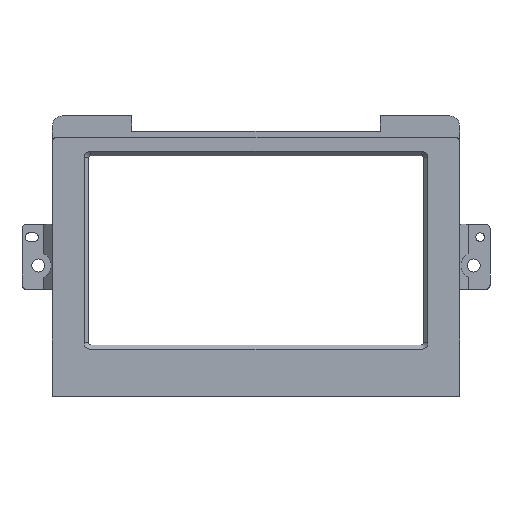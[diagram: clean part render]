
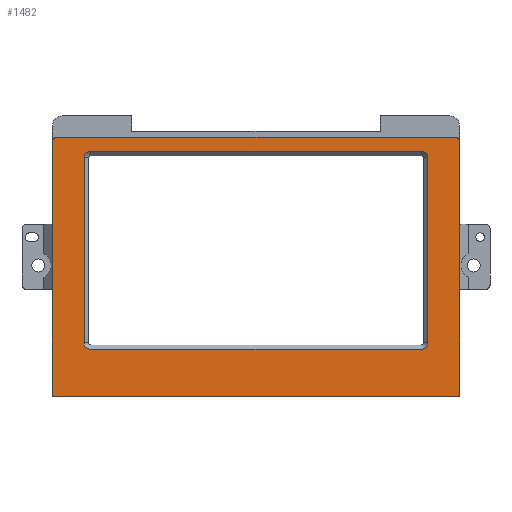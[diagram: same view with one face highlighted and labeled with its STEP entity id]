
A CAD part, front view. The second image highlights one B-rep face of the part: STEP entity #1482.
In plain terms, the highlighted planar face has unit normal (0, -1, 0).
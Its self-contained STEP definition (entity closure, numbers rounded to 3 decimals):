
#50=FACE_BOUND('',#217,.T.);
#74=CIRCLE('',#1588,2.);
#76=CIRCLE('',#1592,2.);
#77=CIRCLE('',#1593,3.);
#78=CIRCLE('',#1594,3.);
#79=CIRCLE('',#1595,3.);
#80=CIRCLE('',#1596,3.);
#129=FACE_OUTER_BOUND('',#216,.T.);
#216=EDGE_LOOP('',(#1030,#1031,#1032,#1033,#1034,#1035));
#217=EDGE_LOOP('',(#1036,#1037,#1038,#1039,#1040,#1041,#1042,#1043));
#326=LINE('',#2221,#485);
#334=LINE('',#2237,#493);
#335=LINE('',#2241,#494);
#336=LINE('',#2242,#495);
#337=LINE('',#2245,#496);
#338=LINE('',#2249,#497);
#339=LINE('',#2253,#498);
#340=LINE('',#2257,#499);
#485=VECTOR('',#1769,10.);
#493=VECTOR('',#1779,10.);
#494=VECTOR('',#1782,10.);
#495=VECTOR('',#1783,10.);
#496=VECTOR('',#1784,10.);
#497=VECTOR('',#1787,10.);
#498=VECTOR('',#1790,10.);
#499=VECTOR('',#1793,10.);
#645=VERTEX_POINT('',#2209);
#646=VERTEX_POINT('',#2210);
#650=VERTEX_POINT('',#2220);
#657=VERTEX_POINT('',#2236);
#658=VERTEX_POINT('',#2238);
#659=VERTEX_POINT('',#2240);
#660=VERTEX_POINT('',#2243);
#661=VERTEX_POINT('',#2244);
#662=VERTEX_POINT('',#2246);
#663=VERTEX_POINT('',#2248);
#664=VERTEX_POINT('',#2250);
#665=VERTEX_POINT('',#2252);
#666=VERTEX_POINT('',#2254);
#667=VERTEX_POINT('',#2256);
#791=EDGE_CURVE('',#645,#646,#74,.T.);
#796=EDGE_CURVE('',#650,#646,#326,.T.);
#804=EDGE_CURVE('',#645,#657,#334,.T.);
#805=EDGE_CURVE('',#658,#657,#76,.T.);
#806=EDGE_CURVE('',#658,#659,#335,.T.);
#807=EDGE_CURVE('',#659,#650,#336,.T.);
#808=EDGE_CURVE('',#660,#661,#337,.T.);
#809=EDGE_CURVE('',#662,#660,#77,.T.);
#810=EDGE_CURVE('',#663,#662,#338,.T.);
#811=EDGE_CURVE('',#664,#663,#78,.T.);
#812=EDGE_CURVE('',#665,#664,#339,.T.);
#813=EDGE_CURVE('',#666,#665,#79,.T.);
#814=EDGE_CURVE('',#667,#666,#340,.T.);
#815=EDGE_CURVE('',#661,#667,#80,.T.);
#1030=ORIENTED_EDGE('',*,*,#791,.F.);
#1031=ORIENTED_EDGE('',*,*,#804,.T.);
#1032=ORIENTED_EDGE('',*,*,#805,.F.);
#1033=ORIENTED_EDGE('',*,*,#806,.T.);
#1034=ORIENTED_EDGE('',*,*,#807,.T.);
#1035=ORIENTED_EDGE('',*,*,#796,.T.);
#1036=ORIENTED_EDGE('',*,*,#808,.F.);
#1037=ORIENTED_EDGE('',*,*,#809,.F.);
#1038=ORIENTED_EDGE('',*,*,#810,.F.);
#1039=ORIENTED_EDGE('',*,*,#811,.F.);
#1040=ORIENTED_EDGE('',*,*,#812,.F.);
#1041=ORIENTED_EDGE('',*,*,#813,.F.);
#1042=ORIENTED_EDGE('',*,*,#814,.F.);
#1043=ORIENTED_EDGE('',*,*,#815,.F.);
#1425=PLANE('',#1591);
#1482=ADVANCED_FACE('',(#129,#50),#1425,.F.);
#1588=AXIS2_PLACEMENT_3D('',#2211,#1760,#1761);
#1591=AXIS2_PLACEMENT_3D('',#2235,#1777,#1778);
#1592=AXIS2_PLACEMENT_3D('',#2239,#1780,#1781);
#1593=AXIS2_PLACEMENT_3D('',#2247,#1785,#1786);
#1594=AXIS2_PLACEMENT_3D('',#2251,#1788,#1789);
#1595=AXIS2_PLACEMENT_3D('',#2255,#1791,#1792);
#1596=AXIS2_PLACEMENT_3D('',#2258,#1794,#1795);
#1760=DIRECTION('center_axis',(0.,1.,0.));
#1761=DIRECTION('ref_axis',(0.707,0.,0.707));
#1769=DIRECTION('',(0.,0.,1.));
#1777=DIRECTION('center_axis',(0.,1.,0.));
#1778=DIRECTION('ref_axis',(1.,0.,0.));
#1779=DIRECTION('',(-1.,0.,0.));
#1780=DIRECTION('center_axis',(0.,1.,0.));
#1781=DIRECTION('ref_axis',(-0.707,0.,0.707));
#1782=DIRECTION('',(0.,0.,-1.));
#1783=DIRECTION('',(1.,0.,0.));
#1784=DIRECTION('',(-1.,0.,0.));
#1785=DIRECTION('center_axis',(0.,-1.,0.));
#1786=DIRECTION('ref_axis',(0.707,0.,0.707));
#1787=DIRECTION('',(0.,0.,1.));
#1788=DIRECTION('center_axis',(0.,-1.,0.));
#1789=DIRECTION('ref_axis',(0.707,0.,-0.707));
#1790=DIRECTION('',(1.,0.,0.));
#1791=DIRECTION('center_axis',(0.,-1.,0.));
#1792=DIRECTION('ref_axis',(-0.707,0.,-0.707));
#1793=DIRECTION('',(0.,0.,-1.));
#1794=DIRECTION('center_axis',(0.,-1.,0.));
#1795=DIRECTION('ref_axis',(-0.707,0.,0.707));
#2209=CARTESIAN_POINT('',(185.,0.,118.95));
#2210=CARTESIAN_POINT('',(187.,0.,116.95));
#2211=CARTESIAN_POINT('Origin',(185.,0.,116.95));
#2220=CARTESIAN_POINT('',(187.,0.,0.));
#2221=CARTESIAN_POINT('',(187.,0.,0.));
#2235=CARTESIAN_POINT('Origin',(93.5,0.,60.875));
#2236=CARTESIAN_POINT('',(2.,0.,118.95));
#2237=CARTESIAN_POINT('',(93.5,0.,118.95));
#2238=CARTESIAN_POINT('',(0.,0.,116.95));
#2239=CARTESIAN_POINT('Origin',(2.,0.,116.95));
#2240=CARTESIAN_POINT('',(0.,0.,0.));
#2241=CARTESIAN_POINT('',(0.,0.,121.75));
#2242=CARTESIAN_POINT('',(0.,0.,0.));
#2243=CARTESIAN_POINT('',(169.5,0.,112.486));
#2244=CARTESIAN_POINT('',(17.5,0.,112.486));
#2245=CARTESIAN_POINT('',(132.,0.,112.486));
#2246=CARTESIAN_POINT('',(172.5,0.,109.486));
#2247=CARTESIAN_POINT('Origin',(169.5,0.,109.486));
#2248=CARTESIAN_POINT('',(172.5,0.,24.486));
#2249=CARTESIAN_POINT('',(172.5,0.,42.181));
#2250=CARTESIAN_POINT('',(169.5,0.,21.486));
#2251=CARTESIAN_POINT('Origin',(169.5,0.,24.486));
#2252=CARTESIAN_POINT('',(17.5,0.,21.486));
#2253=CARTESIAN_POINT('',(55.,0.,21.486));
#2254=CARTESIAN_POINT('',(14.5,0.,24.486));
#2255=CARTESIAN_POINT('Origin',(17.5,0.,24.486));
#2256=CARTESIAN_POINT('',(14.5,0.,109.486));
#2257=CARTESIAN_POINT('',(14.5,0.,85.681));
#2258=CARTESIAN_POINT('Origin',(17.5,0.,109.486));
